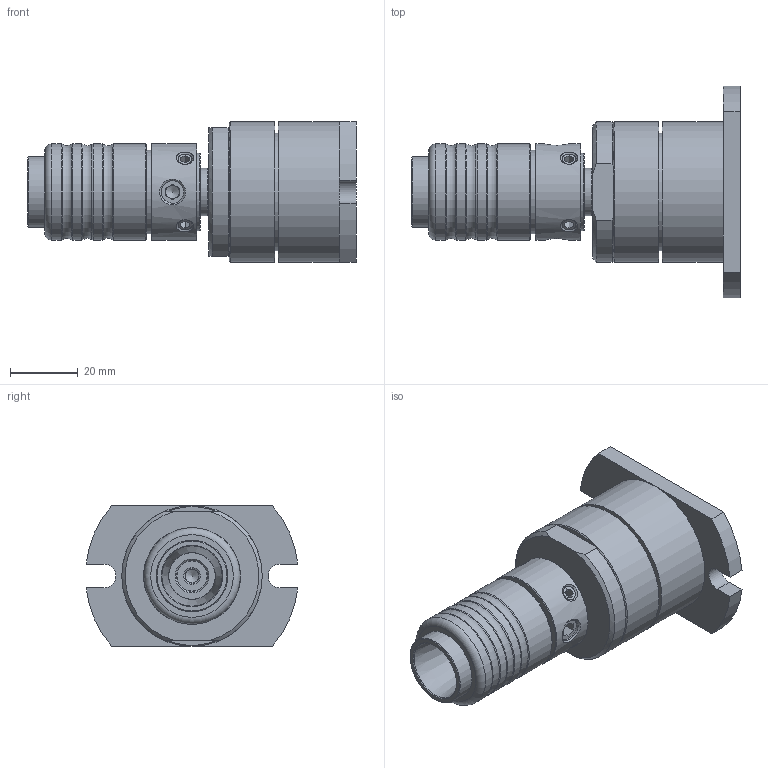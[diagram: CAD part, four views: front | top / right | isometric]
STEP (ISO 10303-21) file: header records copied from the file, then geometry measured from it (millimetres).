
FILE_DESCRIPTION(/* description */ (''),/* implementation_level */ '2;1');
FILE_NAME(/* name */ '60059055.stp',/* time_stamp */ '2022-07-18T11:19:22+02:00',/* author */ ('rmorof'),/* organization */ (''),/* preprocessor_version */ 'ST-DEVELOPER v18.1',/* originating_system */ 'Autodesk Inventor 2021',/* authorisation */ '');
FILE_SCHEMA (('AUTOMOTIVE_DESIGN { 1 0 10303 214 3 1 1 }'));
Length unit declared in the file: millimetre
Products named in the file (1): 60059055
Bounding box: 97.1 x 62.61 x 41.5 mm (x, y, z)
Volume: 89628.9 mm3; surface area: 19425.6 mm2
Topology: 1 solids, 7 shells, 241 faces, 580 edges, 380 vertices
Faces by surface type: plane 111, cylinder 74, cone 34, bspline 12, torus 6, sphere 4
Full cylindrical faces by diameter (mm): 3.5 x4, 4 x1, 4.134 x4, 5.25 x2, 5.6 x2, 6.647 x4, 8.9 x1, 9 x1, 13.8 x1, 13.9 x1, 14 x2, 14.95 x1, 16 x1, 21 x1, 21.1 x1, 23 x1, 24.7 x1, 25 x1, 28.4 x4, 28.6 x1, 34.789 x1, 41.5 x2
Entity records: 9909 total; most frequent: CARTESIAN_POINT 4045, ORIENTED_EDGE 1152, DIRECTION 1095, EDGE_CURVE 576, AXIS2_PLACEMENT_3D 413, VERTEX_POINT 380, EDGE_LOOP 284, LINE 269
